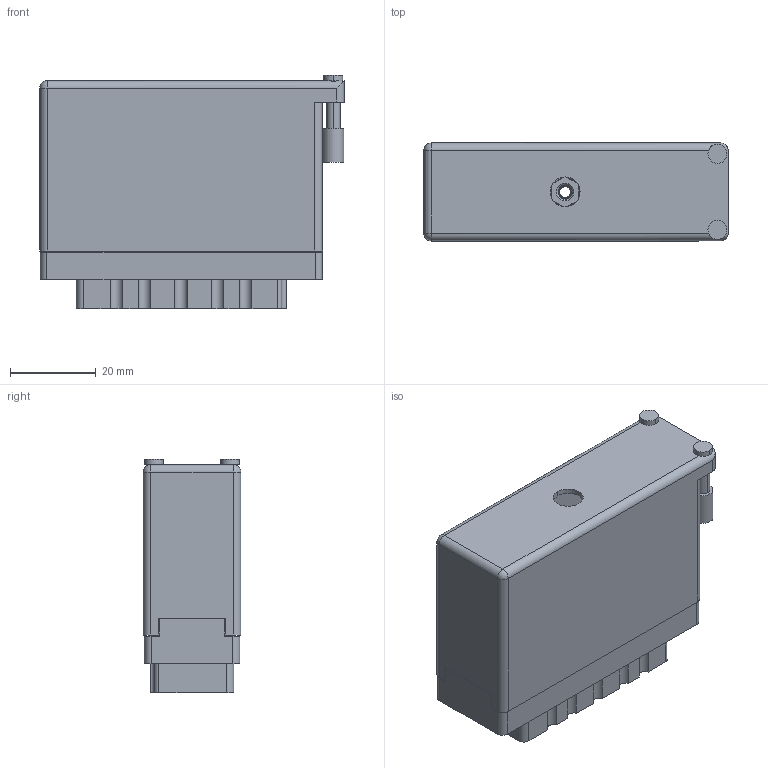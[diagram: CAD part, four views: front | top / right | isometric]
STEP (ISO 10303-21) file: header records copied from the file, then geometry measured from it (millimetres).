
FILE_DESCRIPTION (( 'STEP AP203' ), '1' );
FILE_NAME ('516-056-000-256.STEP', '2020-03-05T19:45:12', ( '' ), ( '' ), 'SwSTEP 2.0', 'SolidWorks 2016', '' );
FILE_SCHEMA (( 'CONFIG_CONTROL_DESIGN' ));
Length unit declared in the file: inch
Products named in the file (4): 516-252-035-100_516-252-035-100; 516-056-000-256; 516-230-001_Metal - 056 Side Entry; 516 Part Receptacle_056
Assembly tree (3 placements, depth 2):
  516-056-000-256
    516 Part Receptacle_056
    516-230-001_Metal - 056 Side Entry
    516-252-035-100_516-252-035-100
Bounding box: 71.12 x 22.83 x 54.53 mm (x, y, z)
Volume: 24805.3 mm3; surface area: 36659.8 mm2
Topology: 3 solids, 3 shells, 1381 faces, 4045 edges, 2688 vertices
Faces by surface type: plane 937, cylinder 424, cone 12, bspline 6, sphere 2
Entity records: 48849 total; most frequent: CARTESIAN_POINT 10605, ORIENTED_EDGE 8086, DIRECTION 7807, EDGE_CURVE 4043, LINE 2931, VECTOR 2931, VERTEX_POINT 2688, AXIS2_PLACEMENT_3D 2438
